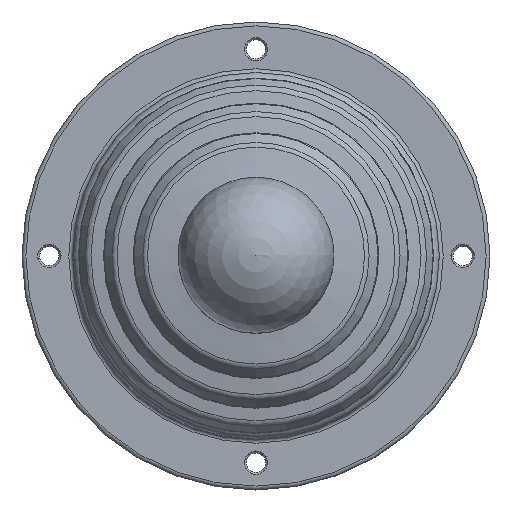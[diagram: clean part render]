
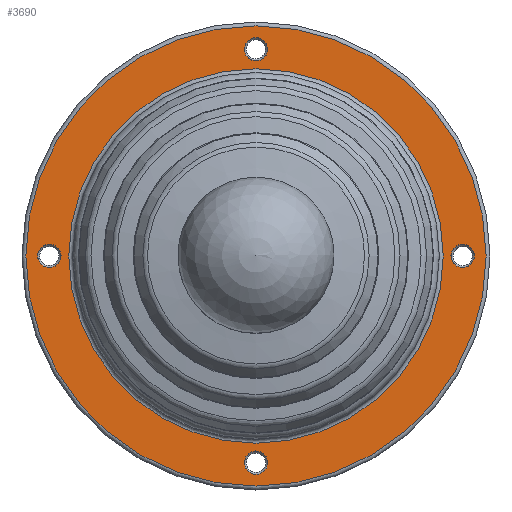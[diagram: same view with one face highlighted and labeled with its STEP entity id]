
A CAD part, top view. The second image highlights one B-rep face of the part: STEP entity #3690.
In plain terms, the highlighted planar face has unit normal (0, 0, 1).
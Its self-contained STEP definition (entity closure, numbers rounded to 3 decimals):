
#868=FACE_BOUND('',#1420,.T.);
#869=FACE_BOUND('',#1421,.T.);
#870=FACE_BOUND('',#1422,.T.);
#871=FACE_BOUND('',#1423,.T.);
#872=FACE_BOUND('',#1424,.T.);
#1099=FACE_OUTER_BOUND('',#1419,.T.);
#1419=EDGE_LOOP('',(#3295));
#1420=EDGE_LOOP('',(#3296));
#1421=EDGE_LOOP('',(#3297));
#1422=EDGE_LOOP('',(#3298));
#1423=EDGE_LOOP('',(#3299));
#1424=EDGE_LOOP('',(#3300));
#1679=CIRCLE('',#4094,29.5);
#1695=CIRCLE('',#4121,1.5);
#1696=CIRCLE('',#4122,1.5);
#1697=CIRCLE('',#4123,1.5);
#1698=CIRCLE('',#4124,1.5);
#1699=CIRCLE('',#4125,24.);
#2015=VERTEX_POINT('',#6288);
#2031=VERTEX_POINT('',#6421);
#2032=VERTEX_POINT('',#6423);
#2033=VERTEX_POINT('',#6425);
#2034=VERTEX_POINT('',#6427);
#2035=VERTEX_POINT('',#6429);
#2452=EDGE_CURVE('',#2015,#2015,#1679,.T.);
#2471=EDGE_CURVE('',#2031,#2031,#1695,.T.);
#2472=EDGE_CURVE('',#2032,#2032,#1696,.T.);
#2473=EDGE_CURVE('',#2033,#2033,#1697,.T.);
#2474=EDGE_CURVE('',#2034,#2034,#1698,.T.);
#2475=EDGE_CURVE('',#2035,#2035,#1699,.T.);
#3295=ORIENTED_EDGE('',*,*,#2452,.F.);
#3296=ORIENTED_EDGE('',*,*,#2471,.T.);
#3297=ORIENTED_EDGE('',*,*,#2472,.T.);
#3298=ORIENTED_EDGE('',*,*,#2473,.T.);
#3299=ORIENTED_EDGE('',*,*,#2474,.T.);
#3300=ORIENTED_EDGE('',*,*,#2475,.F.);
#3482=PLANE('',#4120);
#3690=ADVANCED_FACE('',(#1099,#868,#869,#870,#871,#872),#3482,.T.);
#4094=AXIS2_PLACEMENT_3D('',#6289,#5111,#5112);
#4120=AXIS2_PLACEMENT_3D('',#6420,#5163,#5164);
#4121=AXIS2_PLACEMENT_3D('',#6422,#5165,#5166);
#4122=AXIS2_PLACEMENT_3D('',#6424,#5167,#5168);
#4123=AXIS2_PLACEMENT_3D('',#6426,#5169,#5170);
#4124=AXIS2_PLACEMENT_3D('',#6428,#5171,#5172);
#4125=AXIS2_PLACEMENT_3D('',#6430,#5173,#5174);
#5111=DIRECTION('center_axis',(0.,0.,
-1.));
#5112=DIRECTION('ref_axis',(0.,-1.,0.));
#5163=DIRECTION('center_axis',(0.,0.,
1.));
#5164=DIRECTION('ref_axis',(-1.,0.,0.));
#5165=DIRECTION('center_axis',(0.,0.,
-1.));
#5166=DIRECTION('ref_axis',(-1.,0.,0.));
#5167=DIRECTION('center_axis',(0.,0.,
-1.));
#5168=DIRECTION('ref_axis',(0.,1.,0.));
#5169=DIRECTION('center_axis',(0.,0.,
-1.));
#5170=DIRECTION('ref_axis',(1.,0.,0.));
#5171=DIRECTION('center_axis',(0.,0.,
-1.));
#5172=DIRECTION('ref_axis',(0.,-1.,0.));
#5173=DIRECTION('center_axis',(0.,0.,
1.));
#5174=DIRECTION('ref_axis',(0.,-1.,0.));
#6288=CARTESIAN_POINT('',(0.,29.5,2.6));
#6289=CARTESIAN_POINT('Origin',(0.,0.,
2.6));
#6420=CARTESIAN_POINT('Origin',(0.,26.75,2.6));
#6421=CARTESIAN_POINT('',(-1.5,-26.5,2.6));
#6422=CARTESIAN_POINT('Origin',(0.,-26.5,2.6));
#6423=CARTESIAN_POINT('',(-26.5,1.5,2.6));
#6424=CARTESIAN_POINT('Origin',(-26.5,0.,2.6));
#6425=CARTESIAN_POINT('',(1.5,26.5,2.6));
#6426=CARTESIAN_POINT('Origin',(0.,26.5,2.6));
#6427=CARTESIAN_POINT('',(26.5,-1.5,2.6));
#6428=CARTESIAN_POINT('Origin',(26.5,0.,2.6));
#6429=CARTESIAN_POINT('',(0.,24.,2.6));
#6430=CARTESIAN_POINT('Origin',(0.,0.,
2.6));
